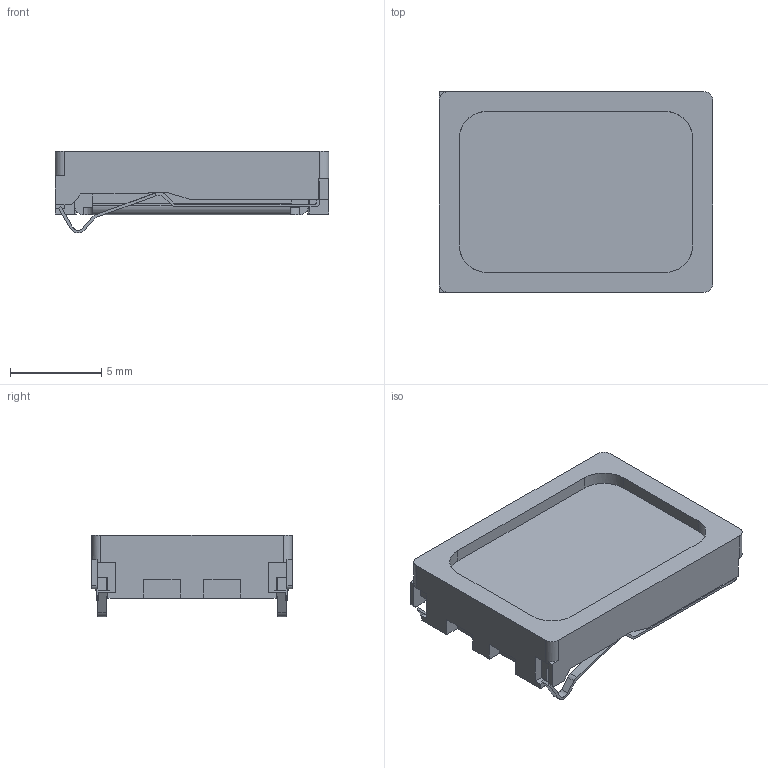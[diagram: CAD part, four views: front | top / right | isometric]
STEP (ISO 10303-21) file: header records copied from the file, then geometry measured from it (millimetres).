
FILE_DESCRIPTION(/* description */ (''),/* implementation_level */ '2;1');
FILE_NAME(/* name */ 'AS01508MS-SC11-WP-R.ipt.stp',/* time_stamp */ '2020-05-28T15:05:08-04:00',/* author */ (''),/* organization */ (''),/* preprocessor_version */ 'ST-DEVELOPER v16.1',/* originating_system */ 'Autodesk Inventor 2016',/* authorisation */ '');
FILE_SCHEMA (('AUTOMOTIVE_DESIGN { 1 0 10303 214 3 1 1 }'));
Length unit declared in the file: millimetre
Products named in the file (1): AS01508MS-SC11-WP-R
Bounding box: 15 x 11 x 4.48 mm (x, y, z)
Volume: 448.8 mm3; surface area: 675.2 mm2
Topology: 1 solids, 1 shells, 210 faces, 628 edges, 415 vertices
Faces by surface type: plane 155, cylinder 43, bspline 12
Entity records: 7662 total; most frequent: CARTESIAN_POINT 1723, ORIENTED_EDGE 1256, DIRECTION 1090, EDGE_CURVE 628, LINE 516, VECTOR 516, VERTEX_POINT 415, AXIS2_PLACEMENT_3D 287
